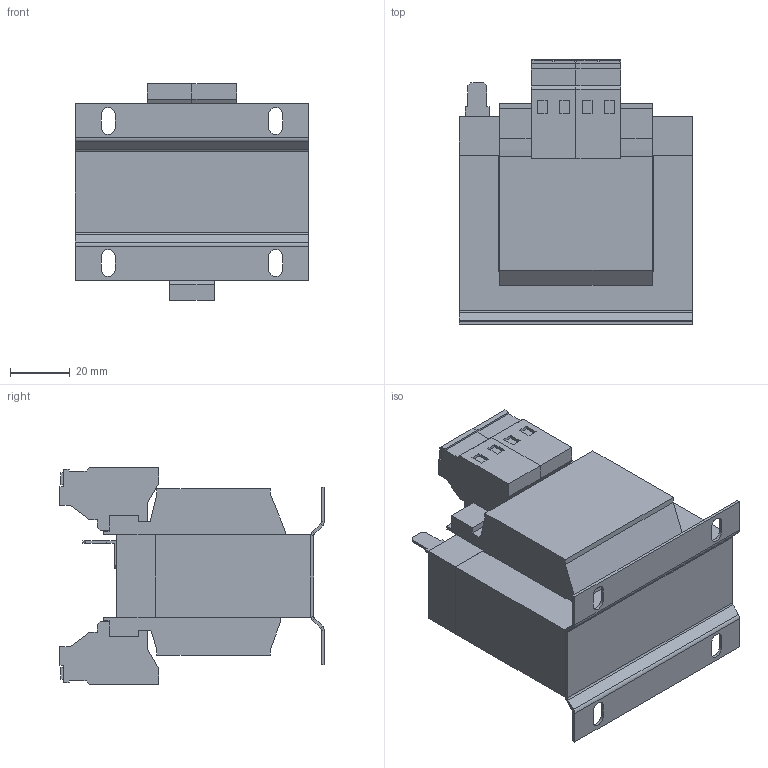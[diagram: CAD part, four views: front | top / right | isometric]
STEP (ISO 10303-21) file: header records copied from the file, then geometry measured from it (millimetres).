
FILE_DESCRIPTION (( 'STEP AP214' ), '1' );
FILE_NAME ('227162.STEP', '2023-08-23T13:52:02', ( '' ), ( '' ), 'SwSTEP 2.0', 'SolidWorks 2018', '' );
FILE_SCHEMA (( 'AUTOMOTIVE_DESIGN' ));
Length unit declared in the file: millimetre
Products named in the file (1): 227162
Bounding box: 78.05 x 88.5 x 72.6 mm (x, y, z)
Volume: 233338.3 mm3; surface area: 45400.6 mm2
Topology: 1 solids, 1 shells, 276 faces, 709 edges, 450 vertices
Faces by surface type: plane 248, cylinder 28
Entity records: 8223 total; most frequent: CARTESIAN_POINT 1436, ORIENTED_EDGE 1418, DIRECTION 1319, EDGE_CURVE 709, VECTOR 653, LINE 653, VERTEX_POINT 450, AXIS2_PLACEMENT_3D 333
